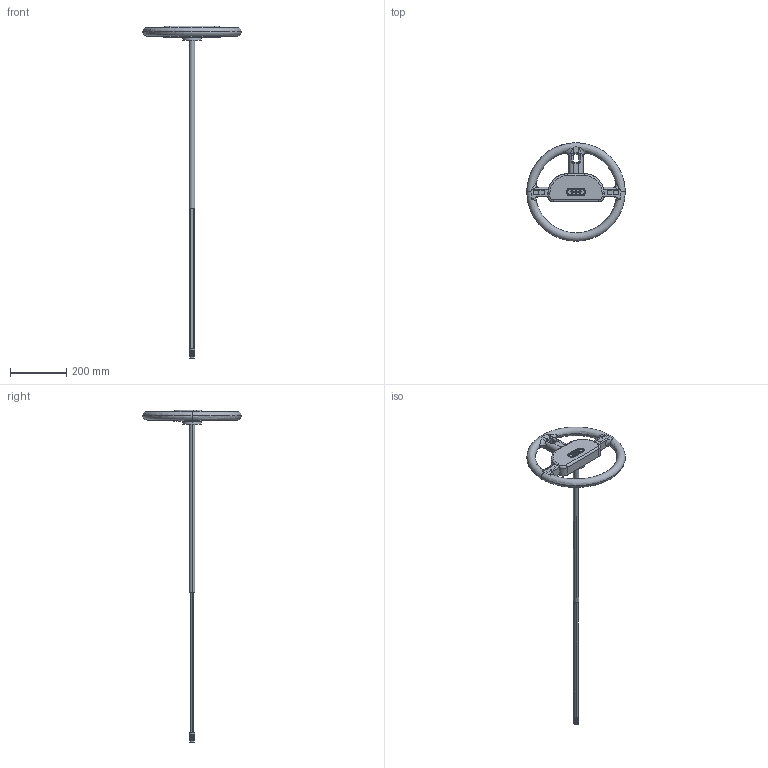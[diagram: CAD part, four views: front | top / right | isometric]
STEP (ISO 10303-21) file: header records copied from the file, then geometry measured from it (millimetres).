
FILE_DESCRIPTION (( 'STEP AP203' ), '1' );
FILE_NAME ('Steering_wheel_steering_column_Default_sldprt.STEP', '2022-11-12T13:26:06', ( 'Lenovo' ), ( '' ), 'SwSTEP 2.0', 'SolidWorks 2021', '' );
FILE_SCHEMA (( 'CONFIG_CONTROL_DESIGN' ));
Length unit declared in the file: millimetre
Products named in the file (1): Steering_wheel_steering_column_Default_sldprt
Bounding box: 350 x 350 x 1180.07 mm (x, y, z)
Volume: 1832844.2 mm3; surface area: 266229.5 mm2
Topology: 3 solids, 3 shells, 493 faces, 1382 edges, 894 vertices
Faces by surface type: plane 219, cylinder 198, torus 60, bspline 14, cone 2
Entity records: 18360 total; most frequent: CARTESIAN_POINT 5390, ORIENTED_EDGE 2756, DIRECTION 2745, EDGE_CURVE 1378, AXIS2_PLACEMENT_3D 991, VERTEX_POINT 894, VECTOR 763, LINE 763
